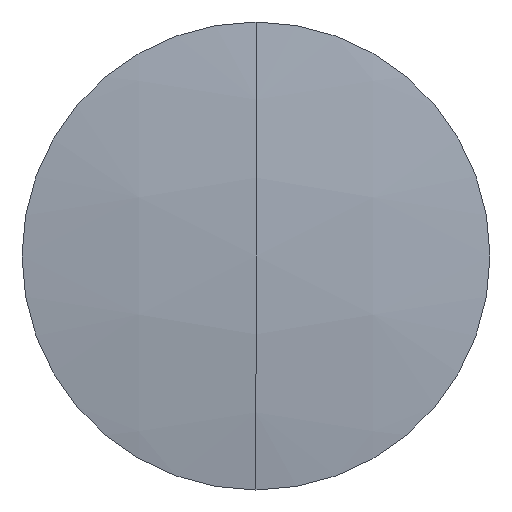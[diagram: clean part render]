
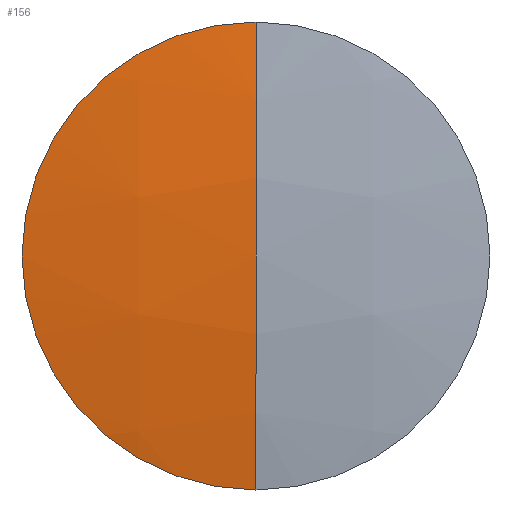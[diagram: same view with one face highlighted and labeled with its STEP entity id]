
A CAD part, left-side view. The second image highlights one B-rep face of the part: STEP entity #156.
In plain terms, the highlighted spherical face has radius 156.534 mm.
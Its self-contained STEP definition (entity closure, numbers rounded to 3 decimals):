
#5 = SPHERICAL_SURFACE ( 'NONE', #346, 156.534 ) ;
#15 = CIRCLE ( 'NONE', #284, 156.534 ) ;
#29 = EDGE_LOOP ( 'NONE', ( #79, #110, #78 ) ) ;
#31 = CARTESIAN_POINT ( 'NONE',  ( 399.406, 0., 0. ) ) ;
#32 = AXIS2_PLACEMENT_3D ( 'NONE', #31, #239, #99 ) ;
#34 = VERTEX_POINT ( 'NONE', #87 ) ;
#55 = DIRECTION ( 'NONE',  ( 0., 0., -1. ) ) ;
#78 = ORIENTED_EDGE ( 'NONE', *, *, #338, .F. ) ;
#79 = ORIENTED_EDGE ( 'NONE', *, *, #162, .T. ) ;
#83 = FACE_OUTER_BOUND ( 'NONE', #29, .T. ) ;
#85 = VERTEX_POINT ( 'NONE', #119 ) ;
#87 = CARTESIAN_POINT ( 'NONE',  ( 244.881, 0., 25. ) ) ;
#99 = DIRECTION ( 'NONE',  ( 0., 0., 1. ) ) ;
#110 = ORIENTED_EDGE ( 'NONE', *, *, #266, .T. ) ;
#119 = CARTESIAN_POINT ( 'NONE',  ( 244.881, 0., -25. ) ) ;
#126 = AXIS2_PLACEMENT_3D ( 'NONE', #189, #326, #296 ) ;
#150 = CIRCLE ( 'NONE', #32, 156.534 ) ;
#155 = DIRECTION ( 'NONE',  ( 0., 1., 0. ) ) ;
#156 = ADVANCED_FACE ( 'NONE', ( #83 ), #5, .T. ) ;
#162 = EDGE_CURVE ( 'NONE', #34, #85, #287, .T. ) ;
#189 = CARTESIAN_POINT ( 'NONE',  ( 244.881, 0., 0. ) ) ;
#239 = DIRECTION ( 'NONE',  ( 0., 1., 0. ) ) ;
#249 = VERTEX_POINT ( 'NONE', #323 ) ;
#250 = DIRECTION ( 'NONE',  ( 0., -1., 0. ) ) ;
#260 = DIRECTION ( 'NONE',  ( 0., 0., 1. ) ) ;
#266 = EDGE_CURVE ( 'NONE', #85, #249, #150, .T. ) ;
#284 = AXIS2_PLACEMENT_3D ( 'NONE', #298, #250, #55 ) ;
#287 = CIRCLE ( 'NONE', #126, 25. ) ;
#296 = DIRECTION ( 'NONE',  ( 0., 0., 1. ) ) ;
#298 = CARTESIAN_POINT ( 'NONE',  ( 399.406, 0., 0. ) ) ;
#323 = CARTESIAN_POINT ( 'NONE',  ( 242.872, 0., 0. ) ) ;
#326 = DIRECTION ( 'NONE',  ( -1., 0., 0. ) ) ;
#338 = EDGE_CURVE ( 'NONE', #34, #249, #15, .T. ) ;
#344 = CARTESIAN_POINT ( 'NONE',  ( 399.406, 0., 0. ) ) ;
#346 = AXIS2_PLACEMENT_3D ( 'NONE', #344, #155, #260 ) ;
